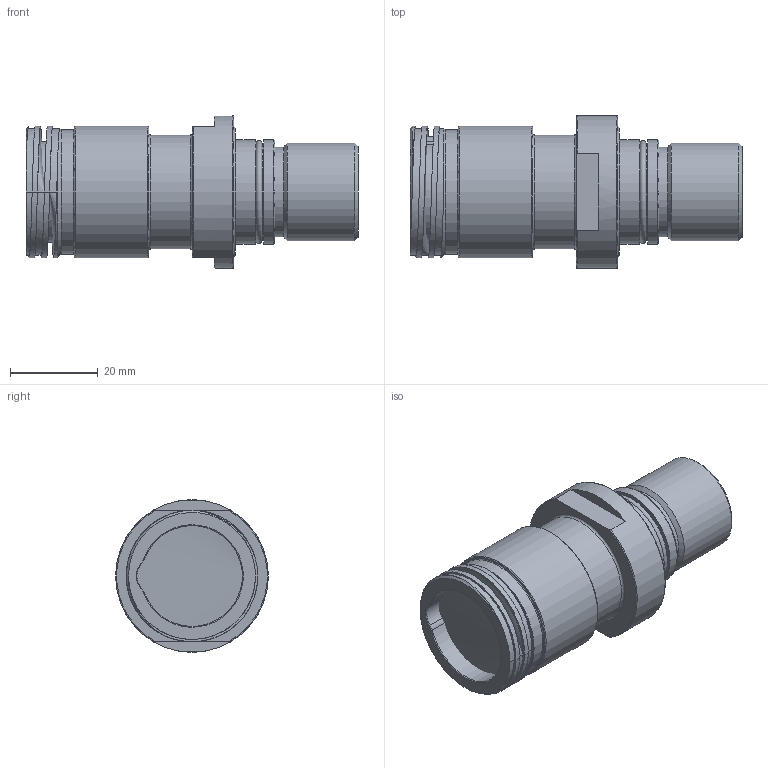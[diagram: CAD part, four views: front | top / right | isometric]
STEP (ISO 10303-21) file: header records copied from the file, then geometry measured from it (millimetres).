
FILE_DESCRIPTION(/* description */ (''),/* implementation_level */ '2;1');
FILE_NAME(/* name */ 'TrustLink MS BCR SB 16 M.stp',/* time_stamp */ '2021-03-11T10:17:54+01:00',/* author */ ('sh'),/* organization */ (''),/* preprocessor_version */ 'ST-DEVELOPER v17.2',/* originating_system */ 'Autodesk Inventor 2019',/* authorisation */ '');
FILE_SCHEMA (('AUTOMOTIVE_DESIGN { 1 0 10303 214 3 1 1 }'));
Length unit declared in the file: millimetre
Products named in the file (1): TrustLink MS BCR SB 16 M
Bounding box: 75.8 x 34.8 x 34.8 mm (x, y, z)
Volume: 29745.9 mm3; surface area: 15554 mm2
Topology: 2 solids, 2 shells, 740 faces, 2102 edges, 1441 vertices
Faces by surface type: plane 290, bspline 187, cylinder 154, cone 56, torus 39, sphere 14
Full cylindrical faces by diameter (mm): 0.5 x14, 1 x2, 1.02 x14, 1.1 x14, 1.5 x2, 1.8 x28, 1.85 x2, 2.3 x14, 2.6 x4, 2.8 x2, 3.3 x2, 16 x1, 19 x1, 20 x1, 20.5 x2, 21.9 x2, 22.225 x1, 23 x2, 23.749 x2, 25.2 x4, 26 x1, 27 x2, 28.5 x1, 29 x3, 30 x3, 30.8 x1, 34.8 x1
Entity records: 28838 total; most frequent: CARTESIAN_POINT 9588, ORIENTED_EDGE 4144, DIRECTION 3302, EDGE_CURVE 2072, VERTEX_POINT 1441, AXIS2_PLACEMENT_3D 1177, LINE 948, VECTOR 948
